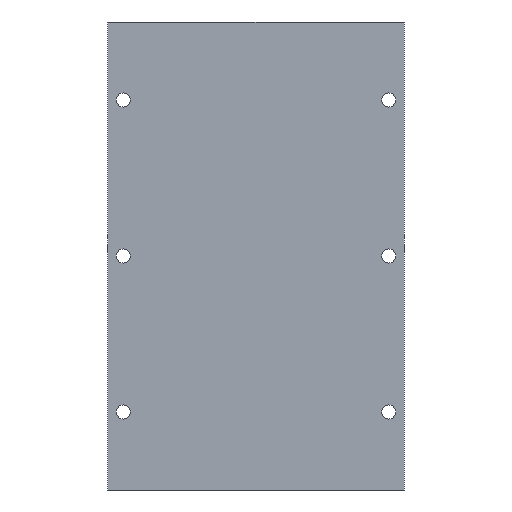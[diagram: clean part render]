
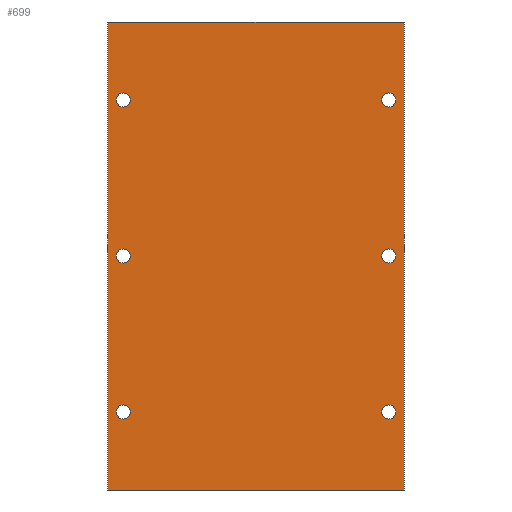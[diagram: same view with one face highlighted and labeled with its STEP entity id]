
A CAD part, front view. The second image highlights one B-rep face of the part: STEP entity #699.
In plain terms, the highlighted planar face has unit normal (0, -1, 0).
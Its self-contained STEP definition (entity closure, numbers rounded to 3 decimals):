
#3 = AXIS2_PLACEMENT_3D ( 'NONE', #480, #769, #873 ) ;
#4 = CIRCLE ( 'NONE', #725, 2.25 ) ;
#10 = DIRECTION ( 'NONE',  ( 0., 0., 1. ) ) ;
#13 = ORIENTED_EDGE ( 'NONE', *, *, #935, .T. ) ;
#22 = CARTESIAN_POINT ( 'NONE',  ( 5., 0., 125. ) ) ;
#35 = VERTEX_POINT ( 'NONE', #716 ) ;
#37 = DIRECTION ( 'NONE',  ( 0., 1., 0. ) ) ;
#42 = DIRECTION ( 'NONE',  ( 0., 1., 0. ) ) ;
#48 = EDGE_LOOP ( 'NONE', ( #337, #375 ) ) ;
#50 = FACE_BOUND ( 'NONE', #1029, .T. ) ;
#65 = EDGE_CURVE ( 'NONE', #721, #606, #151, .T. ) ;
#80 = CARTESIAN_POINT ( 'NONE',  ( 90., 0., 22.75 ) ) ;
#81 = AXIS2_PLACEMENT_3D ( 'NONE', #1200, #502, #416 ) ;
#91 = DIRECTION ( 'NONE',  ( 0., 1., 0. ) ) ;
#113 = CIRCLE ( 'NONE', #1236, 2.25 ) ;
#124 = DIRECTION ( 'NONE',  ( 0., 0., 1. ) ) ;
#132 = ORIENTED_EDGE ( 'NONE', *, *, #478, .T. ) ;
#136 = CARTESIAN_POINT ( 'NONE',  ( 90., 0., 125. ) ) ;
#142 = DIRECTION ( 'NONE',  ( 0., 0., 1. ) ) ;
#144 = ORIENTED_EDGE ( 'NONE', *, *, #1253, .T. ) ;
#145 = DIRECTION ( 'NONE',  ( 1., 0., 0. ) ) ;
#146 = FACE_BOUND ( 'NONE', #1063, .T. ) ;
#147 = DIRECTION ( 'NONE',  ( 0., 1., 0. ) ) ;
#151 = CIRCLE ( 'NONE', #81, 2.25 ) ;
#163 = ORIENTED_EDGE ( 'NONE', *, *, #495, .T. ) ;
#169 = ORIENTED_EDGE ( 'NONE', *, *, #853, .F. ) ;
#176 = ORIENTED_EDGE ( 'NONE', *, *, #737, .F. ) ;
#181 = ORIENTED_EDGE ( 'NONE', *, *, #1255, .T. ) ;
#183 = CARTESIAN_POINT ( 'NONE',  ( 90., 0., 122.75 ) ) ;
#185 = EDGE_CURVE ( 'NONE', #35, #1150, #562, .T. ) ;
#195 = DIRECTION ( 'NONE',  ( 0., 0., -1. ) ) ;
#197 = EDGE_CURVE ( 'NONE', #1150, #35, #4, .T. ) ;
#200 = DIRECTION ( 'NONE',  ( 0., 0., 1. ) ) ;
#217 = LINE ( 'NONE', #1003, #538 ) ;
#224 = VERTEX_POINT ( 'NONE', #454 ) ;
#232 = VERTEX_POINT ( 'NONE', #369 ) ;
#245 = CIRCLE ( 'NONE', #1106, 2.25 ) ;
#249 = FACE_OUTER_BOUND ( 'NONE', #973, .T. ) ;
#258 = DIRECTION ( 'NONE',  ( 0., 0., 1. ) ) ;
#286 = DIRECTION ( 'NONE',  ( 0., 0., 1. ) ) ;
#292 = EDGE_CURVE ( 'NONE', #792, #682, #245, .T. ) ;
#317 = CARTESIAN_POINT ( 'NONE',  ( 5., 0., 25. ) ) ;
#318 = EDGE_LOOP ( 'NONE', ( #132, #441 ) ) ;
#337 = ORIENTED_EDGE ( 'NONE', *, *, #185, .T. ) ;
#369 = CARTESIAN_POINT ( 'NONE',  ( 5., 0., 77.25 ) ) ;
#370 = ORIENTED_EDGE ( 'NONE', *, *, #1043, .T. ) ;
#375 = ORIENTED_EDGE ( 'NONE', *, *, #197, .T. ) ;
#377 = ORIENTED_EDGE ( 'NONE', *, *, #292, .T. ) ;
#390 = CARTESIAN_POINT ( 'NONE',  ( 5., 0., 127.25 ) ) ;
#396 = LINE ( 'NONE', #782, #979 ) ;
#400 = EDGE_LOOP ( 'NONE', ( #1193, #1234 ) ) ;
#407 = DIRECTION ( 'NONE',  ( 0., 1., 0. ) ) ;
#416 = DIRECTION ( 'NONE',  ( 0., 0., 1. ) ) ;
#436 = DIRECTION ( 'NONE',  ( 0., 0., 1. ) ) ;
#441 = ORIENTED_EDGE ( 'NONE', *, *, #65, .T. ) ;
#450 = CARTESIAN_POINT ( 'NONE',  ( 0., 0., 150. ) ) ;
#454 = CARTESIAN_POINT ( 'NONE',  ( 5., 0., 72.75 ) ) ;
#456 = VERTEX_POINT ( 'NONE', #581 ) ;
#459 = DIRECTION ( 'NONE',  ( 0., 1., 0. ) ) ;
#465 = CIRCLE ( 'NONE', #1120, 2.25 ) ;
#478 = EDGE_CURVE ( 'NONE', #606, #721, #1186, .T. ) ;
#480 = CARTESIAN_POINT ( 'NONE',  ( 5., 0., 75. ) ) ;
#495 = EDGE_CURVE ( 'NONE', #952, #1251, #796, .T. ) ;
#497 = DIRECTION ( 'NONE',  ( 0., 0., -1. ) ) ;
#498 = CARTESIAN_POINT ( 'NONE',  ( 5., 0., 25. ) ) ;
#502 = DIRECTION ( 'NONE',  ( 0., 1., 0. ) ) ;
#506 = DIRECTION ( 'NONE',  ( 1., 0., 0. ) ) ;
#526 = EDGE_CURVE ( 'NONE', #868, #1104, #217, .T. ) ;
#532 = CARTESIAN_POINT ( 'NONE',  ( 0., 0., 0. ) ) ;
#538 = VECTOR ( 'NONE', #145, 1000. ) ;
#562 = CIRCLE ( 'NONE', #791, 2.25 ) ;
#565 = AXIS2_PLACEMENT_3D ( 'NONE', #450, #626, #124 ) ;
#569 = CARTESIAN_POINT ( 'NONE',  ( 5., 0., 122.75 ) ) ;
#581 = CARTESIAN_POINT ( 'NONE',  ( 95., 0., 150. ) ) ;
#591 = LINE ( 'NONE', #1069, #834 ) ;
#606 = VERTEX_POINT ( 'NONE', #390 ) ;
#626 = DIRECTION ( 'NONE',  ( 0., 1., 0. ) ) ;
#634 = CARTESIAN_POINT ( 'NONE',  ( 90., 0., 25. ) ) ;
#640 = PLANE ( 'NONE',  #565 ) ;
#668 = CIRCLE ( 'NONE', #3, 2.25 ) ;
#674 = AXIS2_PLACEMENT_3D ( 'NONE', #634, #147, #1020 ) ;
#677 = EDGE_CURVE ( 'NONE', #232, #224, #1238, .T. ) ;
#682 = VERTEX_POINT ( 'NONE', #730 ) ;
#699 = ADVANCED_FACE ( 'NONE', ( #938, #1127, #1111, #927, #50, #146, #249 ), #640, .F. ) ;
#716 = CARTESIAN_POINT ( 'NONE',  ( 90., 0., 77.25 ) ) ;
#721 = VERTEX_POINT ( 'NONE', #569 ) ;
#723 = AXIS2_PLACEMENT_3D ( 'NONE', #764, #1284, #286 ) ;
#725 = AXIS2_PLACEMENT_3D ( 'NONE', #857, #459, #258 ) ;
#730 = CARTESIAN_POINT ( 'NONE',  ( 90., 0., 127.25 ) ) ;
#737 = EDGE_CURVE ( 'NONE', #456, #1104, #591, .T. ) ;
#757 = CARTESIAN_POINT ( 'NONE',  ( 0., 0., 150. ) ) ;
#758 = EDGE_CURVE ( 'NONE', #224, #232, #668, .T. ) ;
#762 = EDGE_CURVE ( 'NONE', #1272, #833, #1206, .T. ) ;
#764 = CARTESIAN_POINT ( 'NONE',  ( 90., 0., 25. ) ) ;
#769 = DIRECTION ( 'NONE',  ( 0., 1., 0. ) ) ;
#780 = DIRECTION ( 'NONE',  ( 0., 1., 0. ) ) ;
#782 = CARTESIAN_POINT ( 'NONE',  ( 0., 0., 150. ) ) ;
#783 = LINE ( 'NONE', #757, #811 ) ;
#791 = AXIS2_PLACEMENT_3D ( 'NONE', #1288, #780, #200 ) ;
#792 = VERTEX_POINT ( 'NONE', #183 ) ;
#796 = CIRCLE ( 'NONE', #941, 2.25 ) ;
#811 = VECTOR ( 'NONE', #195, 1000. ) ;
#816 = CARTESIAN_POINT ( 'NONE',  ( 90., 0., 72.75 ) ) ;
#833 = VERTEX_POINT ( 'NONE', #80 ) ;
#834 = VECTOR ( 'NONE', #497, 1000. ) ;
#848 = ORIENTED_EDGE ( 'NONE', *, *, #762, .T. ) ;
#853 = EDGE_CURVE ( 'NONE', #1045, #456, #396, .T. ) ;
#857 = CARTESIAN_POINT ( 'NONE',  ( 90., 0., 75. ) ) ;
#868 = VERTEX_POINT ( 'NONE', #532 ) ;
#872 = CARTESIAN_POINT ( 'NONE',  ( 90., 0., 27.25 ) ) ;
#873 = DIRECTION ( 'NONE',  ( 0., 0., 1. ) ) ;
#879 = DIRECTION ( 'NONE',  ( 0., 0., 1. ) ) ;
#883 = CARTESIAN_POINT ( 'NONE',  ( 95., 0., 0. ) ) ;
#891 = CARTESIAN_POINT ( 'NONE',  ( 0., 0., 150. ) ) ;
#927 = FACE_BOUND ( 'NONE', #400, .T. ) ;
#935 = EDGE_CURVE ( 'NONE', #1251, #952, #465, .T. ) ;
#938 = FACE_BOUND ( 'NONE', #1167, .T. ) ;
#941 = AXIS2_PLACEMENT_3D ( 'NONE', #317, #91, #1204 ) ;
#952 = VERTEX_POINT ( 'NONE', #1044 ) ;
#959 = AXIS2_PLACEMENT_3D ( 'NONE', #1118, #42, #436 ) ;
#973 = EDGE_LOOP ( 'NONE', ( #1153, #176, #169, #370 ) ) ;
#976 = DIRECTION ( 'NONE',  ( 0., 1., 0. ) ) ;
#979 = VECTOR ( 'NONE', #506, 1000. ) ;
#1003 = CARTESIAN_POINT ( 'NONE',  ( 0., 0., 0. ) ) ;
#1020 = DIRECTION ( 'NONE',  ( 0., 0., 1. ) ) ;
#1029 = EDGE_LOOP ( 'NONE', ( #848, #144 ) ) ;
#1043 = EDGE_CURVE ( 'NONE', #1045, #868, #783, .T. ) ;
#1044 = CARTESIAN_POINT ( 'NONE',  ( 5., 0., 22.75 ) ) ;
#1045 = VERTEX_POINT ( 'NONE', #891 ) ;
#1063 = EDGE_LOOP ( 'NONE', ( #13, #163 ) ) ;
#1069 = CARTESIAN_POINT ( 'NONE',  ( 95., 0., 150. ) ) ;
#1104 = VERTEX_POINT ( 'NONE', #883 ) ;
#1106 = AXIS2_PLACEMENT_3D ( 'NONE', #1178, #976, #879 ) ;
#1111 = FACE_BOUND ( 'NONE', #48, .T. ) ;
#1112 = DIRECTION ( 'NONE',  ( 0., 0., 1. ) ) ;
#1118 = CARTESIAN_POINT ( 'NONE',  ( 5., 0., 75. ) ) ;
#1120 = AXIS2_PLACEMENT_3D ( 'NONE', #498, #1196, #10 ) ;
#1127 = FACE_BOUND ( 'NONE', #318, .T. ) ;
#1138 = CARTESIAN_POINT ( 'NONE',  ( 5., 0., 27.25 ) ) ;
#1147 = AXIS2_PLACEMENT_3D ( 'NONE', #22, #407, #1112 ) ;
#1150 = VERTEX_POINT ( 'NONE', #816 ) ;
#1153 = ORIENTED_EDGE ( 'NONE', *, *, #526, .T. ) ;
#1167 = EDGE_LOOP ( 'NONE', ( #181, #377 ) ) ;
#1178 = CARTESIAN_POINT ( 'NONE',  ( 90., 0., 125. ) ) ;
#1186 = CIRCLE ( 'NONE', #1147, 2.25 ) ;
#1193 = ORIENTED_EDGE ( 'NONE', *, *, #677, .T. ) ;
#1196 = DIRECTION ( 'NONE',  ( 0., 1., 0. ) ) ;
#1200 = CARTESIAN_POINT ( 'NONE',  ( 5., 0., 125. ) ) ;
#1204 = DIRECTION ( 'NONE',  ( 0., 0., 1. ) ) ;
#1206 = CIRCLE ( 'NONE', #723, 2.25 ) ;
#1234 = ORIENTED_EDGE ( 'NONE', *, *, #758, .T. ) ;
#1236 = AXIS2_PLACEMENT_3D ( 'NONE', #136, #37, #142 ) ;
#1238 = CIRCLE ( 'NONE', #959, 2.25 ) ;
#1244 = CIRCLE ( 'NONE', #674, 2.25 ) ;
#1251 = VERTEX_POINT ( 'NONE', #1138 ) ;
#1253 = EDGE_CURVE ( 'NONE', #833, #1272, #1244, .T. ) ;
#1255 = EDGE_CURVE ( 'NONE', #682, #792, #113, .T. ) ;
#1272 = VERTEX_POINT ( 'NONE', #872 ) ;
#1284 = DIRECTION ( 'NONE',  ( 0., 1., 0. ) ) ;
#1288 = CARTESIAN_POINT ( 'NONE',  ( 90., 0., 75. ) ) ;
